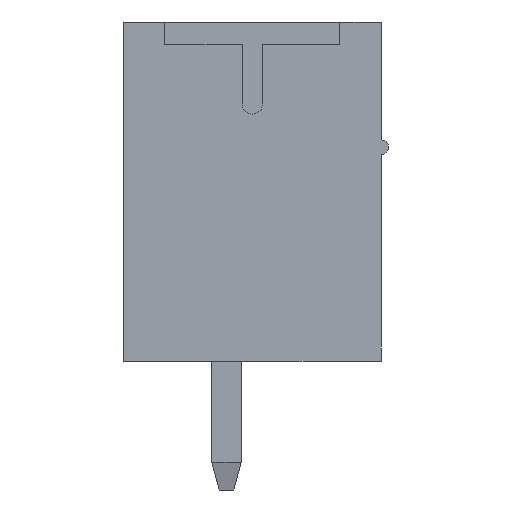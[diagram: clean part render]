
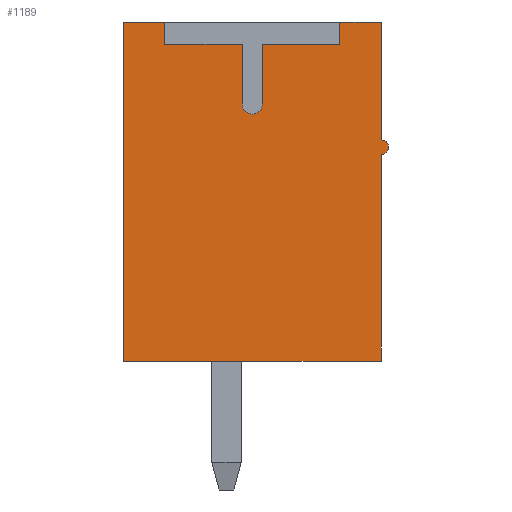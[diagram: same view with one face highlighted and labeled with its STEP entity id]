
A CAD part, left-side view. The second image highlights one B-rep face of the part: STEP entity #1189.
In plain terms, the highlighted planar face has unit normal (-1, 0, 0).
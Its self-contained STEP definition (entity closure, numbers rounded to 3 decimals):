
#1189 = ADVANCED_FACE( '', ( #2801 ), #2802, .F. );
#2801 = FACE_OUTER_BOUND( '', #4939, .T. );
#2802 = PLANE( '', #4940 );
#4939 = EDGE_LOOP( '', ( #7970, #7971, #7972, #7973, #7974, #7975, #7976, #7977, #7978, #7979, #7980, #7981, #7982, #7983 ) );
#4940 = AXIS2_PLACEMENT_3D( '', #7984, #7985, #7986 );
#7970 = ORIENTED_EDGE( '', *, *, #13819, .T. );
#7971 = ORIENTED_EDGE( '', *, *, #13964, .T. );
#7972 = ORIENTED_EDGE( '', *, *, #13965, .T. );
#7973 = ORIENTED_EDGE( '', *, *, #13966, .T. );
#7974 = ORIENTED_EDGE( '', *, *, #13967, .T. );
#7975 = ORIENTED_EDGE( '', *, *, #13968, .T. );
#7976 = ORIENTED_EDGE( '', *, *, #13969, .T. );
#7977 = ORIENTED_EDGE( '', *, *, #13970, .T. );
#7978 = ORIENTED_EDGE( '', *, *, #13971, .T. );
#7979 = ORIENTED_EDGE( '', *, *, #13972, .T. );
#7980 = ORIENTED_EDGE( '', *, *, #13973, .T. );
#7981 = ORIENTED_EDGE( '', *, *, #13974, .T. );
#7982 = ORIENTED_EDGE( '', *, *, #13245, .T. );
#7983 = ORIENTED_EDGE( '', *, *, #13975, .T. );
#7984 = CARTESIAN_POINT( '', ( -29.02, 0., 2.375 ) );
#7985 = DIRECTION( '', ( 1., 0., 0. ) );
#7986 = DIRECTION( '', ( 0., 0., -1. ) );
#13245 = EDGE_CURVE( '', #15926, #15927, #15928, .T. );
#13819 = EDGE_CURVE( '', #16915, #16916, #16917, .T. );
#13964 = EDGE_CURVE( '', #16916, #17159, #17160, .T. );
#13965 = EDGE_CURVE( '', #17159, #17161, #17162, .T. );
#13966 = EDGE_CURVE( '', #17161, #17163, #17164, .T. );
#13967 = EDGE_CURVE( '', #17163, #17165, #17166, .T. );
#13968 = EDGE_CURVE( '', #17165, #17167, #17168, .T. );
#13969 = EDGE_CURVE( '', #17167, #17169, #17170, .T. );
#13970 = EDGE_CURVE( '', #17169, #17171, #17172, .T. );
#13971 = EDGE_CURVE( '', #17171, #17173, #17174, .T. );
#13972 = EDGE_CURVE( '', #17173, #17175, #17176, .T. );
#13973 = EDGE_CURVE( '', #17175, #17177, #17178, .T. );
#13974 = EDGE_CURVE( '', #17177, #15926, #17179, .T. );
#13975 = EDGE_CURVE( '', #15927, #16915, #17180, .F. );
#15926 = VERTEX_POINT( '', #19880 );
#15927 = VERTEX_POINT( '', #19881 );
#15928 = LINE( '', #19882, #19883 );
#16915 = VERTEX_POINT( '', #21310 );
#16916 = VERTEX_POINT( '', #21311 );
#16917 = LINE( '', #21312, #21313 );
#17159 = VERTEX_POINT( '', #21665 );
#17160 = LINE( '', #21666, #21667 );
#17161 = VERTEX_POINT( '', #21668 );
#17162 = LINE( '', #21669, #21670 );
#17163 = VERTEX_POINT( '', #21671 );
#17164 = LINE( '', #21672, #21673 );
#17165 = VERTEX_POINT( '', #21674 );
#17166 = LINE( '', #21675, #21676 );
#17167 = VERTEX_POINT( '', #21677 );
#17168 = CIRCLE( '', #21678, 0.275 );
#17169 = VERTEX_POINT( '', #21679 );
#17170 = LINE( '', #21680, #21681 );
#17171 = VERTEX_POINT( '', #21682 );
#17172 = LINE( '', #21683, #21684 );
#17173 = VERTEX_POINT( '', #21685 );
#17174 = LINE( '', #21686, #21687 );
#17175 = VERTEX_POINT( '', #21688 );
#17176 = LINE( '', #21689, #21690 );
#17177 = VERTEX_POINT( '', #21691 );
#17178 = LINE( '', #21692, #21693 );
#17179 = LINE( '', #21694, #21695 );
#17180 = CIRCLE( '', #21696, 0.2 );
#19880 = CARTESIAN_POINT( '', ( -29.02, -3.5, -4.6 ) );
#19881 = CARTESIAN_POINT( '', ( -29.02, -3.5, 1. ) );
#19882 = CARTESIAN_POINT( '', ( -29.02, -3.5, -4.6 ) );
#19883 = VECTOR( '', #25356, 1000. );
#21310 = CARTESIAN_POINT( '', ( -29.02, -3.5, 1.4 ) );
#21311 = CARTESIAN_POINT( '', ( -29.02, -3.5, 4.6 ) );
#21312 = CARTESIAN_POINT( '', ( -29.02, -3.5, 1.4 ) );
#21313 = VECTOR( '', #25863, 1000. );
#21665 = CARTESIAN_POINT( '', ( -29.02, -2.375, 4.6 ) );
#21666 = CARTESIAN_POINT( '', ( -29.02, -3.871, 4.6 ) );
#21667 = VECTOR( '', #25998, 1000. );
#21668 = CARTESIAN_POINT( '', ( -29.02, -2.375, 4. ) );
#21669 = CARTESIAN_POINT( '', ( -29.02, -2.375, 4.6 ) );
#21670 = VECTOR( '', #25999, 1000. );
#21671 = CARTESIAN_POINT( '', ( -29.02, -0.275, 4. ) );
#21672 = CARTESIAN_POINT( '', ( -29.02, -2.375, 4. ) );
#21673 = VECTOR( '', #26000, 1000. );
#21674 = CARTESIAN_POINT( '', ( -29.02, -0.275, 2.375 ) );
#21675 = CARTESIAN_POINT( '', ( -29.02, -0.275, 4. ) );
#21676 = VECTOR( '', #26001, 1000. );
#21677 = CARTESIAN_POINT( '', ( -29.02, 0.275, 2.375 ) );
#21678 = AXIS2_PLACEMENT_3D( '', #26002, #26003, #26004 );
#21679 = CARTESIAN_POINT( '', ( -29.02, 0.275, 4. ) );
#21680 = CARTESIAN_POINT( '', ( -29.02, 0.275, 2.375 ) );
#21681 = VECTOR( '', #26005, 1000. );
#21682 = CARTESIAN_POINT( '', ( -29.02, 2.375, 4. ) );
#21683 = CARTESIAN_POINT( '', ( -29.02, 0.275, 4. ) );
#21684 = VECTOR( '', #26006, 1000. );
#21685 = CARTESIAN_POINT( '', ( -29.02, 2.375, 4.6 ) );
#21686 = CARTESIAN_POINT( '', ( -29.02, 2.375, 4. ) );
#21687 = VECTOR( '', #26007, 1000. );
#21688 = CARTESIAN_POINT( '', ( -29.02, 3.5, 4.6 ) );
#21689 = CARTESIAN_POINT( '', ( -29.02, 2.375, 4.6 ) );
#21690 = VECTOR( '', #26008, 1000. );
#21691 = CARTESIAN_POINT( '', ( -29.02, 3.5, -4.6 ) );
#21692 = CARTESIAN_POINT( '', ( -29.02, 3.5, 4.6 ) );
#21693 = VECTOR( '', #26009, 1000. );
#21694 = CARTESIAN_POINT( '', ( -29.02, 3.5, -4.6 ) );
#21695 = VECTOR( '', #26010, 1000. );
#21696 = AXIS2_PLACEMENT_3D( '', #26011, #26012, #26013 );
#25356 = DIRECTION( '', ( 0., 0., 1. ) );
#25863 = DIRECTION( '', ( 0., 0., 1. ) );
#25998 = DIRECTION( '', ( 0., 1., 0. ) );
#25999 = DIRECTION( '', ( 0., 0., -1. ) );
#26000 = DIRECTION( '', ( 0., 1., 0. ) );
#26001 = DIRECTION( '', ( 0., 0., -1. ) );
#26002 = CARTESIAN_POINT( '', ( -29.02, 0., 2.375 ) );
#26003 = DIRECTION( '', ( 1., 0., 0. ) );
#26004 = DIRECTION( '', ( 0., -1., 0. ) );
#26005 = DIRECTION( '', ( 0., 0., 1. ) );
#26006 = DIRECTION( '', ( 0., 1., 0. ) );
#26007 = DIRECTION( '', ( 0., 0., 1. ) );
#26008 = DIRECTION( '', ( 0., 1., 0. ) );
#26009 = DIRECTION( '', ( 0., 0., -1. ) );
#26010 = DIRECTION( '', ( 0., -1., 0. ) );
#26011 = CARTESIAN_POINT( '', ( -29.02, -3.5, 1.2 ) );
#26012 = DIRECTION( '', ( 1., 0., 0. ) );
#26013 = DIRECTION( '', ( 0., 0., -1. ) );
